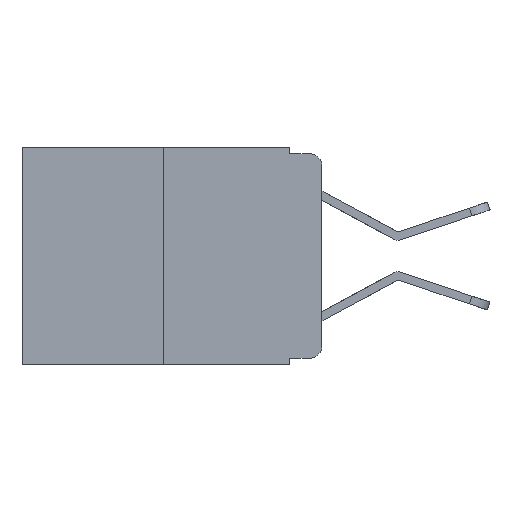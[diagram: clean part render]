
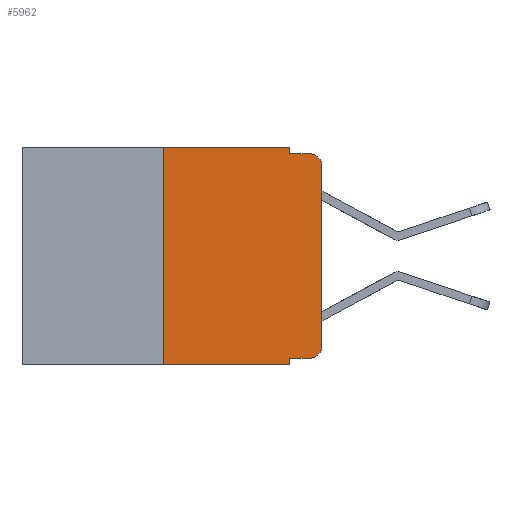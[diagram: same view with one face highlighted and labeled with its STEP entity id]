
A CAD part, left-side view. The second image highlights one B-rep face of the part: STEP entity #5962.
In plain terms, the highlighted planar face has unit normal (-1, 0, 0).
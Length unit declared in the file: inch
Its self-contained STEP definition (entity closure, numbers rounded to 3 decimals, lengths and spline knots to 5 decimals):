
#133 = AXIS2_PLACEMENT_3D ( 'NONE', #9346, #10371, #6206 ) ;
#163 = DIRECTION ( 'NONE',  ( 0., -1., 0. ) ) ;
#215 = VERTEX_POINT ( 'NONE', #2953 ) ;
#226 = CARTESIAN_POINT ( 'NONE',  ( 0., 0.25, 0. ) ) ;
#276 = CARTESIAN_POINT ( 'NONE',  ( 0., 0.051, -0.333 ) ) ;
#334 = VECTOR ( 'NONE', #163, 39.37008 ) ;
#423 = DIRECTION ( 'NONE',  ( 0., 0., 1. ) ) ;
#692 = CIRCLE ( 'NONE', #133, 0.02 ) ;
#794 = DIRECTION ( 'NONE',  ( 0., -1., 0. ) ) ;
#884 = VERTEX_POINT ( 'NONE', #3448 ) ;
#1020 = VERTEX_POINT ( 'NONE', #226 ) ;
#1310 = CARTESIAN_POINT ( 'NONE',  ( 0., 0., 0. ) ) ;
#1340 = EDGE_LOOP ( 'NONE', ( #10704, #2294, #4959, #9645, #10595, #8457, #9179, #2169, #2782, #5683 ) ) ;
#1501 = VECTOR ( 'NONE', #10047, 39.37008 ) ;
#1712 = EDGE_CURVE ( 'NONE', #4560, #9824, #692, .T. ) ;
#1812 = VERTEX_POINT ( 'NONE', #7427 ) ;
#2000 = VECTOR ( 'NONE', #423, 39.37008 ) ;
#2169 = ORIENTED_EDGE ( 'NONE', *, *, #3578, .F. ) ;
#2294 = ORIENTED_EDGE ( 'NONE', *, *, #6535, .T. ) ;
#2336 = EDGE_CURVE ( 'NONE', #3944, #4560, #2926, .T. ) ;
#2603 = AXIS2_PLACEMENT_3D ( 'NONE', #7592, #3503, #10162 ) ;
#2679 = EDGE_CURVE ( 'NONE', #1020, #9244, #4858, .T. ) ;
#2782 = ORIENTED_EDGE ( 'NONE', *, *, #2336, .T. ) ;
#2926 = LINE ( 'NONE', #276, #334 ) ;
#2953 = CARTESIAN_POINT ( 'NONE',  ( 0., 0.051, -0.343 ) ) ;
#3254 = VERTEX_POINT ( 'NONE', #6702 ) ;
#3448 = CARTESIAN_POINT ( 'NONE',  ( 0., 0., -0.03 ) ) ;
#3503 = DIRECTION ( 'NONE',  ( -1., 0., 0. ) ) ;
#3578 = EDGE_CURVE ( 'NONE', #3944, #215, #9895, .T. ) ;
#3624 = CARTESIAN_POINT ( 'NONE',  ( 0., 0.051, 0. ) ) ;
#3685 = CARTESIAN_POINT ( 'NONE',  ( 0., 0.051, 0. ) ) ;
#3877 = CARTESIAN_POINT ( 'NONE',  ( 0., 0.02, -0.333 ) ) ;
#3925 = DIRECTION ( 'NONE',  ( 0., 0., 1. ) ) ;
#3944 = VERTEX_POINT ( 'NONE', #9728 ) ;
#3963 = LINE ( 'NONE', #6726, #1501 ) ;
#4007 = VECTOR ( 'NONE', #4661, 39.37008 ) ;
#4032 = CARTESIAN_POINT ( 'NONE',  ( 0., 0.25, 0. ) ) ;
#4071 = VECTOR ( 'NONE', #5387, 39.37008 ) ;
#4103 = CARTESIAN_POINT ( 'NONE',  ( 0., 0.473, -0.343 ) ) ;
#4158 = EDGE_CURVE ( 'NONE', #1812, #1020, #5518, .T. ) ;
#4560 = VERTEX_POINT ( 'NONE', #3877 ) ;
#4661 = DIRECTION ( 'NONE',  ( 0., 0., -1. ) ) ;
#4720 = CARTESIAN_POINT ( 'NONE',  ( 0., 0.051, -0.01 ) ) ;
#4838 = CARTESIAN_POINT ( 'NONE',  ( 0., 0.051, -0.01 ) ) ;
#4858 = LINE ( 'NONE', #6985, #11071 ) ;
#4884 = CIRCLE ( 'NONE', #2603, 0.02 ) ;
#4959 = ORIENTED_EDGE ( 'NONE', *, *, #5941, .F. ) ;
#5349 = EDGE_CURVE ( 'NONE', #9244, #8020, #3963, .T. ) ;
#5387 = DIRECTION ( 'NONE',  ( 0., -1., 0. ) ) ;
#5518 = LINE ( 'NONE', #4032, #2000 ) ;
#5683 = ORIENTED_EDGE ( 'NONE', *, *, #1712, .T. ) ;
#5941 = EDGE_CURVE ( 'NONE', #8020, #3254, #10889, .T. ) ;
#5962 = ADVANCED_FACE ( 'NONE', ( #10434 ), #8635, .F. ) ;
#5975 = DIRECTION ( 'NONE',  ( 0., 0., -1. ) ) ;
#6206 = DIRECTION ( 'NONE',  ( 0., 0., -1. ) ) ;
#6263 = LINE ( 'NONE', #1310, #8232 ) ;
#6535 = EDGE_CURVE ( 'NONE', #884, #3254, #4884, .T. ) ;
#6702 = CARTESIAN_POINT ( 'NONE',  ( 0., 0.02, -0.01 ) ) ;
#6726 = CARTESIAN_POINT ( 'NONE',  ( 0., 0.051, 0. ) ) ;
#6985 = CARTESIAN_POINT ( 'NONE',  ( 0., 0.473, 0. ) ) ;
#7109 = EDGE_CURVE ( 'NONE', #9824, #884, #6263, .T. ) ;
#7427 = CARTESIAN_POINT ( 'NONE',  ( 0., 0.25, -0.343 ) ) ;
#7592 = CARTESIAN_POINT ( 'NONE',  ( 0., 0.02, -0.03 ) ) ;
#7763 = VECTOR ( 'NONE', #10698, 39.37008 ) ;
#8020 = VERTEX_POINT ( 'NONE', #4838 ) ;
#8232 = VECTOR ( 'NONE', #3925, 39.37008 ) ;
#8257 = LINE ( 'NONE', #4103, #7763 ) ;
#8457 = ORIENTED_EDGE ( 'NONE', *, *, #4158, .F. ) ;
#8599 = CARTESIAN_POINT ( 'NONE',  ( 0., 0.473, 0. ) ) ;
#8617 = DIRECTION ( 'NONE',  ( 1., 0., 0. ) ) ;
#8635 = PLANE ( 'NONE',  #9201 ) ;
#9179 = ORIENTED_EDGE ( 'NONE', *, *, #11075, .T. ) ;
#9201 = AXIS2_PLACEMENT_3D ( 'NONE', #8599, #8617, #5975 ) ;
#9244 = VERTEX_POINT ( 'NONE', #3624 ) ;
#9333 = CARTESIAN_POINT ( 'NONE',  ( 0., 0., -0.313 ) ) ;
#9346 = CARTESIAN_POINT ( 'NONE',  ( 0., 0.02, -0.313 ) ) ;
#9645 = ORIENTED_EDGE ( 'NONE', *, *, #5349, .F. ) ;
#9728 = CARTESIAN_POINT ( 'NONE',  ( 0., 0.051, -0.333 ) ) ;
#9824 = VERTEX_POINT ( 'NONE', #9333 ) ;
#9895 = LINE ( 'NONE', #3685, #4007 ) ;
#10047 = DIRECTION ( 'NONE',  ( 0., 0., -1. ) ) ;
#10162 = DIRECTION ( 'NONE',  ( 0., 0., -1. ) ) ;
#10371 = DIRECTION ( 'NONE',  ( -1., 0., 0. ) ) ;
#10434 = FACE_OUTER_BOUND ( 'NONE', #1340, .T. ) ;
#10595 = ORIENTED_EDGE ( 'NONE', *, *, #2679, .F. ) ;
#10698 = DIRECTION ( 'NONE',  ( 0., -1., 0. ) ) ;
#10704 = ORIENTED_EDGE ( 'NONE', *, *, #7109, .T. ) ;
#10889 = LINE ( 'NONE', #4720, #4071 ) ;
#11071 = VECTOR ( 'NONE', #794, 39.37008 ) ;
#11075 = EDGE_CURVE ( 'NONE', #1812, #215, #8257, .T. ) ;
